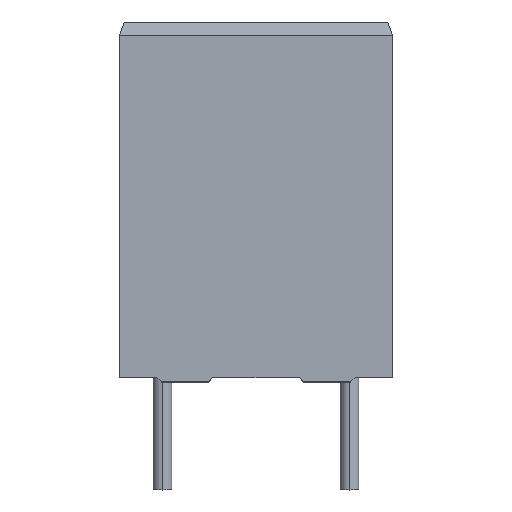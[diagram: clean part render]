
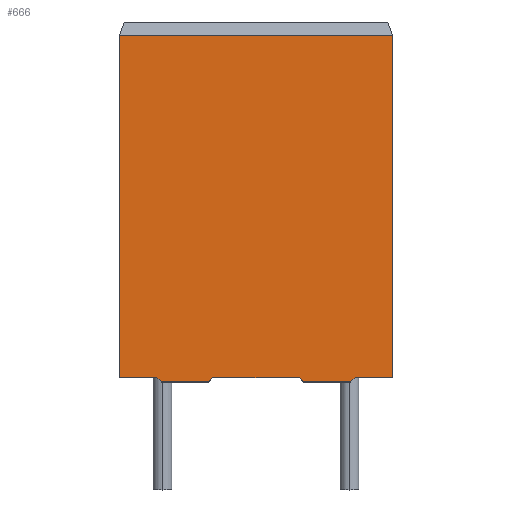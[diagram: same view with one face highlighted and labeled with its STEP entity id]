
A CAD part, top view. The second image highlights one B-rep face of the part: STEP entity #666.
In plain terms, the highlighted planar face has unit normal (0, 0, 1).
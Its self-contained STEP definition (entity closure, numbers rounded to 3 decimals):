
#6 = ORIENTED_EDGE ( 'NONE', *, *, #568, .F. ) ;
#24 = CARTESIAN_POINT ( 'NONE',  ( -3.325, 3.325, 2.25 ) ) ;
#25 = CARTESIAN_POINT ( 'NONE',  ( 0.15, 3., 2.25 ) ) ;
#34 = ORIENTED_EDGE ( 'NONE', *, *, #679, .T. ) ;
#45 = ORIENTED_EDGE ( 'NONE', *, *, #1281, .T. ) ;
#60 = LINE ( 'NONE', #517, #1321 ) ;
#74 = VECTOR ( 'NONE', #898, 1000. ) ;
#86 = CARTESIAN_POINT ( 'NONE',  ( 0., 2.882, 2.25 ) ) ;
#87 = VERTEX_POINT ( 'NONE', #1094 ) ;
#98 = VECTOR ( 'NONE', #765, 1000. ) ;
#134 = ORIENTED_EDGE ( 'NONE', *, *, #1097, .T. ) ;
#151 = VECTOR ( 'NONE', #783, 1000. ) ;
#153 = VERTEX_POINT ( 'NONE', #1344 ) ;
#201 = CARTESIAN_POINT ( 'NONE',  ( -5.15, 3., 2.25 ) ) ;
#246 = VECTOR ( 'NONE', #961, 1000. ) ;
#247 = CARTESIAN_POINT ( 'NONE',  ( 1.15, 3., 2.25 ) ) ;
#303 = LINE ( 'NONE', #739, #151 ) ;
#304 = ORIENTED_EDGE ( 'NONE', *, *, #1106, .T. ) ;
#309 = LINE ( 'NONE', #980, #1229 ) ;
#317 = ORIENTED_EDGE ( 'NONE', *, *, #1080, .T. ) ;
#320 = ORIENTED_EDGE ( 'NONE', *, *, #927, .T. ) ;
#326 = VECTOR ( 'NONE', #678, 1000. ) ;
#327 = CARTESIAN_POINT ( 'NONE',  ( 1.15, 12.5, 2.25 ) ) ;
#331 = VERTEX_POINT ( 'NONE', #930 ) ;
#354 = VERTEX_POINT ( 'NONE', #834 ) ;
#387 = CARTESIAN_POINT ( 'NONE',  ( -5.032, 2.882, 2.25 ) ) ;
#397 = VECTOR ( 'NONE', #790, 1000. ) ;
#414 = EDGE_CURVE ( 'NONE', #1354, #1340, #1015, .T. ) ;
#418 = VERTEX_POINT ( 'NONE', #720 ) ;
#437 = DIRECTION ( 'NONE',  ( 0.707, -0.707, 0. ) ) ;
#444 = CARTESIAN_POINT ( 'NONE',  ( -1.425, 1.425, 2.25 ) ) ;
#482 = CARTESIAN_POINT ( 'NONE',  ( 0.032, 2.882, 2.25 ) ) ;
#483 = CARTESIAN_POINT ( 'NONE',  ( 1.15, 12.5, 2.25 ) ) ;
#517 = CARTESIAN_POINT ( 'NONE',  ( 1.15, 3., 2.25 ) ) ;
#518 = VERTEX_POINT ( 'NONE', #1075 ) ;
#519 = LINE ( 'NONE', #725, #743 ) ;
#526 = EDGE_CURVE ( 'NONE', #418, #87, #1294, .T. ) ;
#555 = CARTESIAN_POINT ( 'NONE',  ( 0.825, 0.825, 2.25 ) ) ;
#556 = VERTEX_POINT ( 'NONE', #201 ) ;
#568 = EDGE_CURVE ( 'NONE', #331, #518, #1231, .T. ) ;
#607 = VECTOR ( 'NONE', #437, 1000. ) ;
#618 = LINE ( 'NONE', #1033, #397 ) ;
#628 = DIRECTION ( 'NONE',  ( 1., 0., 0. ) ) ;
#653 = LINE ( 'NONE', #853, #983 ) ;
#666 = ADVANCED_FACE ( 'NONE', ( #1338 ), #1057, .F. ) ;
#677 = VERTEX_POINT ( 'NONE', #1070 ) ;
#678 = DIRECTION ( 'NONE',  ( 1., 0., 0. ) ) ;
#679 = EDGE_CURVE ( 'NONE', #354, #1215, #715, .T. ) ;
#715 = LINE ( 'NONE', #555, #607 ) ;
#720 = CARTESIAN_POINT ( 'NONE',  ( -3.768, 2.882, 2.25 ) ) ;
#725 = CARTESIAN_POINT ( 'NONE',  ( -6.15, 12.5, 2.25 ) ) ;
#730 = DIRECTION ( 'NONE',  ( 1., 0., 0. ) ) ;
#739 = CARTESIAN_POINT ( 'NONE',  ( -1.075, -1.075, 2.25 ) ) ;
#743 = VECTOR ( 'NONE', #841, 1000. ) ;
#746 = DIRECTION ( 'NONE',  ( -1., 0., 0. ) ) ;
#765 = DIRECTION ( 'NONE',  ( 0., -1., 0. ) ) ;
#783 = DIRECTION ( 'NONE',  ( 0.707, -0.707, 0. ) ) ;
#790 = DIRECTION ( 'NONE',  ( 1., 0., 0. ) ) ;
#834 = CARTESIAN_POINT ( 'NONE',  ( -1.35, 3., 2.25 ) ) ;
#841 = DIRECTION ( 'NONE',  ( 0., -1., 0. ) ) ;
#853 = CARTESIAN_POINT ( 'NONE',  ( 0., 2.882, 2.25 ) ) ;
#854 = EDGE_CURVE ( 'NONE', #153, #677, #519, .T. ) ;
#855 = DIRECTION ( 'NONE',  ( 1., 0., 0. ) ) ;
#898 = DIRECTION ( 'NONE',  ( 0.707, 0.707, 0. ) ) ;
#917 = ORIENTED_EDGE ( 'NONE', *, *, #414, .T. ) ;
#927 = EDGE_CURVE ( 'NONE', #1340, #518, #1263, .T. ) ;
#930 = CARTESIAN_POINT ( 'NONE',  ( 1.15, 12.15, 2.25 ) ) ;
#935 = EDGE_LOOP ( 'NONE', ( #6, #1429, #1238, #1453, #304, #45, #1235, #134, #34, #317, #917, #320 ) ) ;
#945 = EDGE_CURVE ( 'NONE', #677, #556, #618, .T. ) ;
#961 = DIRECTION ( 'NONE',  ( 0.707, 0.707, 0. ) ) ;
#963 = VERTEX_POINT ( 'NONE', #387 ) ;
#980 = CARTESIAN_POINT ( 'NONE',  ( -6.15, 12.15, 2.25 ) ) ;
#983 = VECTOR ( 'NONE', #628, 1000. ) ;
#1015 = LINE ( 'NONE', #444, #74 ) ;
#1033 = CARTESIAN_POINT ( 'NONE',  ( 1.15, 3., 2.25 ) ) ;
#1057 = PLANE ( 'NONE',  #1373 ) ;
#1070 = CARTESIAN_POINT ( 'NONE',  ( -6.15, 3., 2.25 ) ) ;
#1075 = CARTESIAN_POINT ( 'NONE',  ( 1.15, 3., 2.25 ) ) ;
#1080 = EDGE_CURVE ( 'NONE', #1215, #1354, #1117, .T. ) ;
#1094 = CARTESIAN_POINT ( 'NONE',  ( -3.65, 3., 2.25 ) ) ;
#1097 = EDGE_CURVE ( 'NONE', #87, #354, #60, .T. ) ;
#1106 = EDGE_CURVE ( 'NONE', #556, #963, #303, .T. ) ;
#1117 = LINE ( 'NONE', #86, #1252 ) ;
#1215 = VERTEX_POINT ( 'NONE', #1260 ) ;
#1229 = VECTOR ( 'NONE', #746, 1000. ) ;
#1231 = LINE ( 'NONE', #327, #98 ) ;
#1235 = ORIENTED_EDGE ( 'NONE', *, *, #526, .T. ) ;
#1238 = ORIENTED_EDGE ( 'NONE', *, *, #854, .T. ) ;
#1252 = VECTOR ( 'NONE', #730, 1000. ) ;
#1260 = CARTESIAN_POINT ( 'NONE',  ( -1.232, 2.882, 2.25 ) ) ;
#1263 = LINE ( 'NONE', #247, #326 ) ;
#1281 = EDGE_CURVE ( 'NONE', #963, #418, #653, .T. ) ;
#1294 = LINE ( 'NONE', #24, #246 ) ;
#1296 = DIRECTION ( 'NONE',  ( 0., 0., -1. ) ) ;
#1308 = EDGE_CURVE ( 'NONE', #331, #153, #309, .T. ) ;
#1321 = VECTOR ( 'NONE', #855, 1000. ) ;
#1338 = FACE_OUTER_BOUND ( 'NONE', #935, .T. ) ;
#1340 = VERTEX_POINT ( 'NONE', #25 ) ;
#1344 = CARTESIAN_POINT ( 'NONE',  ( -6.15, 12.15, 2.25 ) ) ;
#1354 = VERTEX_POINT ( 'NONE', #482 ) ;
#1373 = AXIS2_PLACEMENT_3D ( 'NONE', #483, #1296, #1413 ) ;
#1413 = DIRECTION ( 'NONE',  ( -1., 0., 0. ) ) ;
#1429 = ORIENTED_EDGE ( 'NONE', *, *, #1308, .T. ) ;
#1453 = ORIENTED_EDGE ( 'NONE', *, *, #945, .T. ) ;
